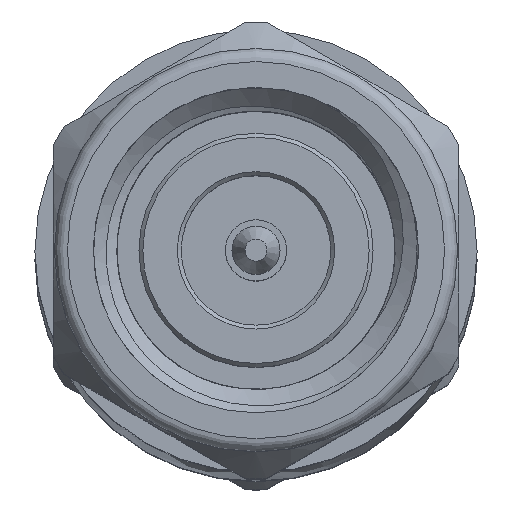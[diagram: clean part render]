
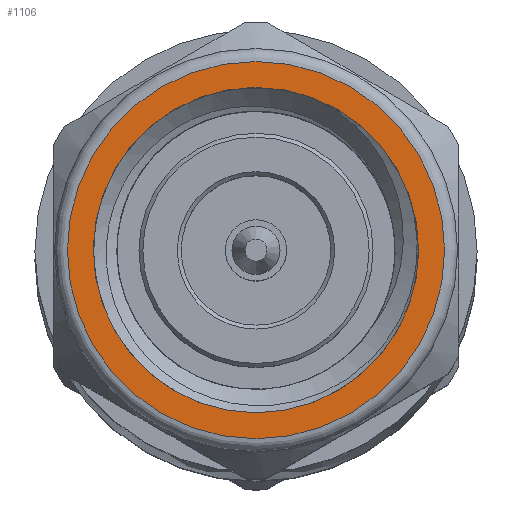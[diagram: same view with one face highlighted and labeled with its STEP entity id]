
A CAD part, top view. The second image highlights one B-rep face of the part: STEP entity #1106.
In plain terms, the highlighted face is planar.
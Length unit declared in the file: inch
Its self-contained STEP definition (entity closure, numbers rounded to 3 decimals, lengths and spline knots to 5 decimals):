
#273 = AXIS2_PLACEMENT_3D ( 'NONE', #1764, #2679, #608 ) ;
#370 = CARTESIAN_POINT ( 'NONE',  ( 0., -0.125, 0. ) ) ;
#408 = EDGE_CURVE ( 'NONE', #1264, #1264, #2696, .T. ) ;
#469 = CARTESIAN_POINT ( 'NONE',  ( 0., 0.155, 0. ) ) ;
#549 = VERTEX_POINT ( 'NONE', #370 ) ;
#608 = DIRECTION ( 'NONE',  ( 0., -1., 0. ) ) ;
#804 = CARTESIAN_POINT ( 'NONE',  ( 0., 0.145, 0. ) ) ;
#1106 = ADVANCED_FACE ( 'NONE', ( #1136, #2296 ), #2100, .F. ) ;
#1121 = DIRECTION ( 'NONE',  ( 0., 1., 0. ) ) ;
#1136 = FACE_BOUND ( 'NONE', #1591, .T. ) ;
#1264 = VERTEX_POINT ( 'NONE', #804 ) ;
#1275 = AXIS2_PLACEMENT_3D ( 'NONE', #469, #1607, #1121 ) ;
#1306 = ORIENTED_EDGE ( 'NONE', *, *, #1437, .F. ) ;
#1437 = EDGE_CURVE ( 'NONE', #549, #549, #2168, .T. ) ;
#1575 = ORIENTED_EDGE ( 'NONE', *, *, #408, .T. ) ;
#1591 = EDGE_LOOP ( 'NONE', ( #1306 ) ) ;
#1607 = DIRECTION ( 'NONE',  ( 1., 0., 0. ) ) ;
#1633 = EDGE_LOOP ( 'NONE', ( #1575 ) ) ;
#1764 = CARTESIAN_POINT ( 'NONE',  ( 0., 0., 0. ) ) ;
#1784 = AXIS2_PLACEMENT_3D ( 'NONE', #1896, #2816, #2151 ) ;
#1896 = CARTESIAN_POINT ( 'NONE',  ( 0., 0., 0. ) ) ;
#2100 = PLANE ( 'NONE',  #1275 ) ;
#2151 = DIRECTION ( 'NONE',  ( 0., 1., 0. ) ) ;
#2168 = CIRCLE ( 'NONE', #273, 0.125 ) ;
#2296 = FACE_OUTER_BOUND ( 'NONE', #1633, .T. ) ;
#2679 = DIRECTION ( 'NONE',  ( -1., 0., 0. ) ) ;
#2696 = CIRCLE ( 'NONE', #1784, 0.145 ) ;
#2816 = DIRECTION ( 'NONE',  ( -1., 0., 0. ) ) ;
